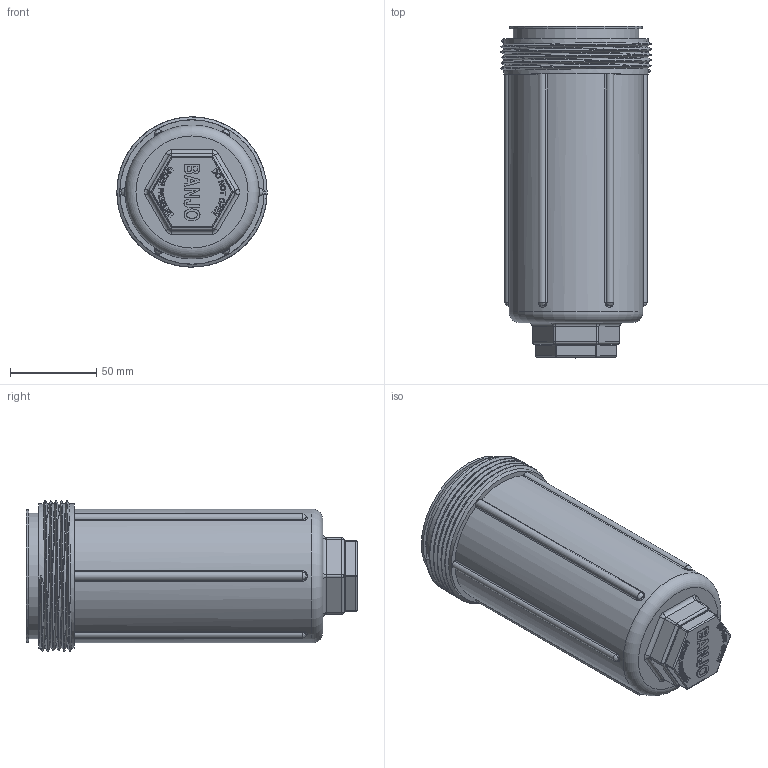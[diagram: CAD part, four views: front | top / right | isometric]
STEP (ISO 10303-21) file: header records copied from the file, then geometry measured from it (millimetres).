
FILE_DESCRIPTION(/* description */ ('1 1/2" T-Strainer Bowl Assembly'),/* implementation_level */ '2;1');
FILE_NAME(/* name */ 'LST150-B.stp',/* time_stamp */ '2018-11-21T13:57:11-05:00',/* author */ ('areid'),/* organization */ (''),/* preprocessor_version */ 'ST-DEVELOPER v17',/* originating_system */ 'Autodesk Inventor 2018',/* authorisation */ '');
FILE_SCHEMA (('AUTOMOTIVE_DESIGN { 1 0 10303 214 3 1 1 }'));
Length unit declared in the file: inch
Products named in the file (4): LST150-B; LST150-XB; LSQ200-R; LSQ200-PL
Assembly tree (3 placements, depth 2):
  LST150-B
    LST150-XB
    LSQ200-R
    LSQ200-PL
Bounding box: 87.25 x 192.79 x 87.25 mm (x, y, z)
Volume: 306455.4 mm3; surface area: 106109.5 mm2
Topology: 3 solids, 3 shells, 684 faces, 1778 edges, 1132 vertices
Faces by surface type: plane 289, bspline 236, cylinder 92, torus 32, sphere 18, cone 17
Full cylindrical faces by diameter (mm): 19.05 x1, 33.401 x1, 57.404 x1, 66.548 x1, 72.898 x1, 77.216 x1, 77.787 x1, 83.82 x6, 87.255 x4
Entity records: 29911 total; most frequent: CARTESIAN_POINT 14632, ORIENTED_EDGE 3524, DIRECTION 2429, EDGE_CURVE 1762, VERTEX_POINT 1132, LINE 969, VECTOR 969, EDGE_LOOP 736
